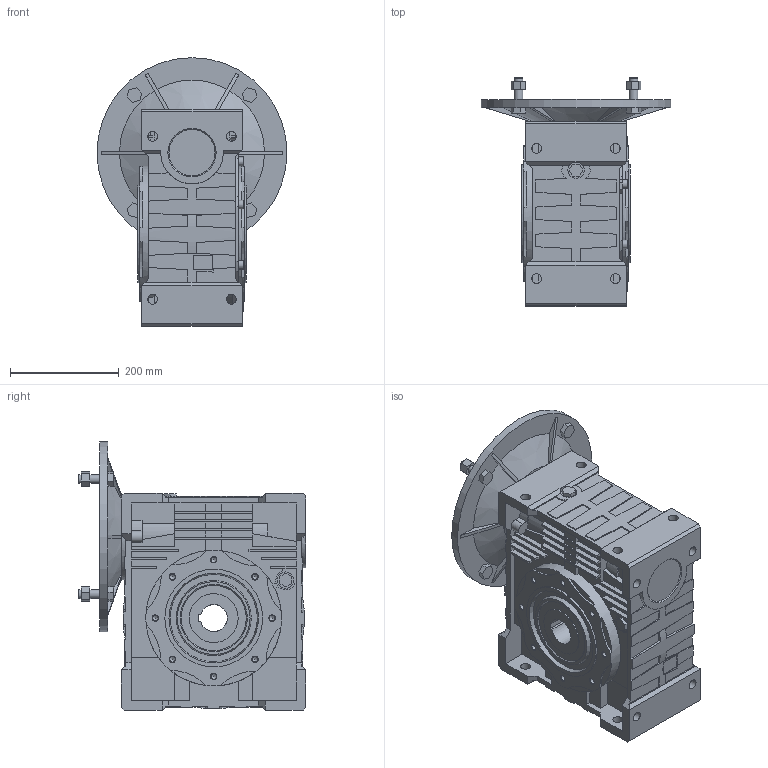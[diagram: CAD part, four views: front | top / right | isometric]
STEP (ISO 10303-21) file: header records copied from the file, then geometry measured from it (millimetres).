
FILE_DESCRIPTION(('STEP AP203'), '1');
FILE_NAME('凎劌膷闉 NMRV 150(160B5)', '', ('UNSPECIFIED'), ('UNSPECIFIED'), 'ASCON STEP Converter 1.3', 'ASCON Math Kernel', '');
FILE_SCHEMA(('CONFIG_CONTROL_DESIGN'));
Length unit declared in the file: millimetre
Products named in the file (5): _Gear unit 150; _150-50 (200); _VB 150-42 (42); _150-160 B5
Assembly tree (4 placements, depth 2):
  (unnamed)
    _Gear unit 150
    _150-50 (200)
    _VB 150-42 (42)
    _150-160 B5
Bounding box: 350 x 420 x 495 mm (x, y, z)
Volume: 22141468.6 mm3; surface area: 1207560.5 mm2
Topology: 4 solids, 4 shells, 784 faces, 2127 edges, 1405 vertices
Faces by surface type: plane 579, cylinder 147, cone 56, torus 2
Full cylindrical faces by diameter (mm): 10.106 x16, 16 x16, 18 x18, 26 x1, 30 x4, 59 x1, 60 x1, 75 x1, 80 x1, 81 x1, 90 x2, 100 x1, 180 x2, 244 x1, 250 x2, 350 x1
Entity records: 30739 total; most frequent: CARTESIAN_POINT 4680, ORIENTED_EDGE 3992, DIRECTION 3948, EDGE_CURVE 1996, LINE 1458, VECTOR 1458, VERTEX_POINT 1389, AXIS2_PLACEMENT_3D 1245
